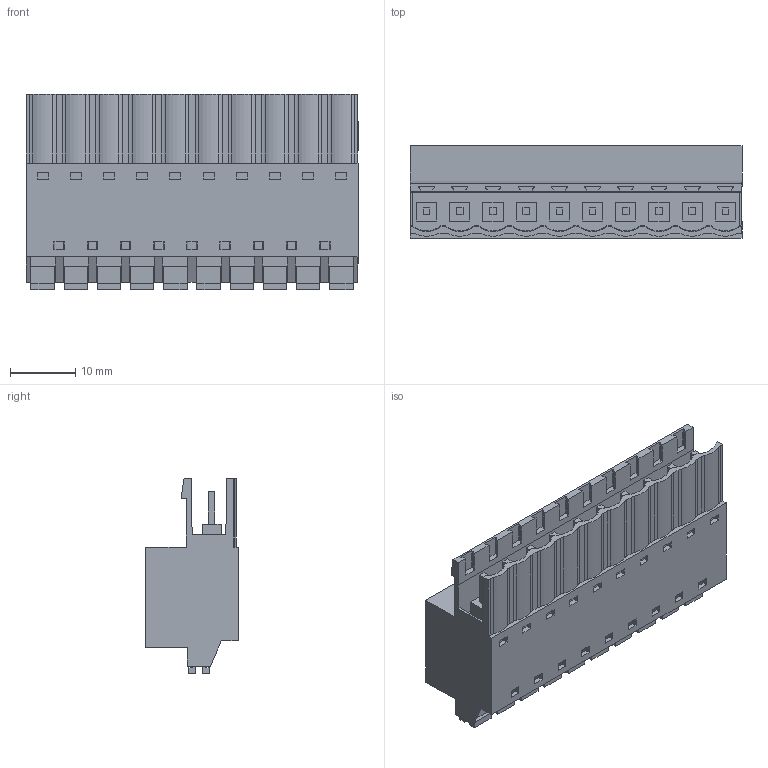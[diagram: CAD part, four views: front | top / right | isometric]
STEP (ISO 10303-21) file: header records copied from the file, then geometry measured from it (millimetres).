
FILE_DESCRIPTION(('CATIA V5 STEP Exchange','CAx-IF Rec.Pracs.--- Model Styling and Organization---1.4--- 2014-01-23'),'2;1');
FILE_NAME ('011671-2_0_1335410000_1335410000.stp','2021-07-01T15:29:40+00:00',('none'),('Weidmueller'),'CATIA Version 5-6 Release 2016 SP3 HF44','CATIA V5 STEP AP214','none');
FILE_SCHEMA(('AUTOMOTIVE_DESIGN { 1 0 10303 214 1 1 1 1 }'));
Length unit declared in the file: millimetre
Products named in the file (1): 1335410000
Bounding box: 50.8 x 14.2 x 29.93 mm (x, y, z)
Volume: 11182.1 mm3; surface area: 9874.8 mm2
Topology: 21 solids, 21 shells, 969 faces, 2537 edges, 1658 vertices
Faces by surface type: plane 859, cylinder 90, extrusion 20
Entity records: 28094 total; most frequent: CARTESIAN_POINT 5947, ORIENTED_EDGE 5074, DIRECTION 3542, EDGE_CURVE 2537, VECTOR 2345, LINE 2325, VERTEX_POINT 1658, EDGE_LOOP 1073
